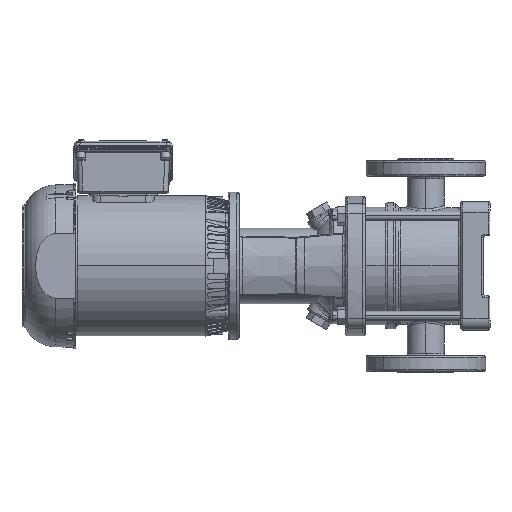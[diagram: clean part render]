
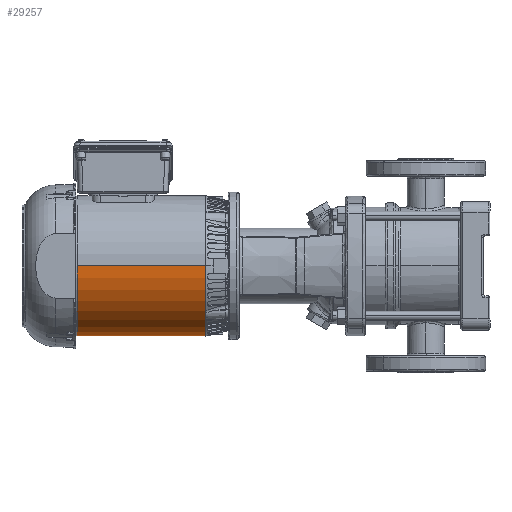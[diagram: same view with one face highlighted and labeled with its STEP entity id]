
A CAD part, left-side view. The second image highlights one B-rep face of the part: STEP entity #29257.
In plain terms, the highlighted cylindrical face has radius 81.875 mm (diameter 163.75 mm), a partial arc.
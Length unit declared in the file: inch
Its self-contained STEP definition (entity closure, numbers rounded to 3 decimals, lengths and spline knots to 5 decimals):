
#3450 = DIRECTION ( 'NONE',  ( 1., 0., 0. ) ) ;
#9567 = AXIS2_PLACEMENT_3D ( 'NONE', #14675, #74881, #101319 ) ;
#9630 = VERTEX_POINT ( 'NONE', #77428 ) ;
#10620 = AXIS2_PLACEMENT_3D ( 'NONE', #10779, #36144, #70986 ) ;
#10777 = CARTESIAN_POINT ( 'NONE',  ( -3.46566, 0.03355, 0. ) ) ;
#10779 = CARTESIAN_POINT ( 'NONE',  ( 23.27349, 0.03355, 0. ) ) ;
#14082 = ORIENTED_EDGE ( 'NONE', *, *, #69584, .F. ) ;
#14675 = CARTESIAN_POINT ( 'NONE',  ( 2.43986, 0.03355, 0. ) ) ;
#23601 = VECTOR ( 'NONE', #39204, 39.37008 ) ;
#29216 = VERTEX_POINT ( 'NONE', #44025 ) ;
#29257 = ADVANCED_FACE ( 'NONE', ( #104753 ), #44567, .T. ) ;
#36144 = DIRECTION ( 'NONE',  ( -1., 0., 0. ) ) ;
#39204 = DIRECTION ( 'NONE',  ( -1., 0., 0. ) ) ;
#40736 = CARTESIAN_POINT ( 'NONE',  ( 2.43986, -3.18987, 0. ) ) ;
#44025 = CARTESIAN_POINT ( 'NONE',  ( 2.43986, 0.03355, -3.22343 ) ) ;
#44567 = CYLINDRICAL_SURFACE ( 'NONE', #10620, 3.22343 ) ;
#44964 = EDGE_CURVE ( 'NONE', #84654, #9630, #92144, .T. ) ;
#46725 = EDGE_CURVE ( 'NONE', #29216, #57779, #77833, .T. ) ;
#47201 = CARTESIAN_POINT ( 'NONE',  ( 23.27349, -3.18987, 0. ) ) ;
#47621 = CARTESIAN_POINT ( 'NONE',  ( 23.27349, 0.03355, -3.22343 ) ) ;
#48586 = ORIENTED_EDGE ( 'NONE', *, *, #83343, .F. ) ;
#55621 = LINE ( 'NONE', #47201, #72937 ) ;
#57779 = VERTEX_POINT ( 'NONE', #40736 ) ;
#61438 = DIRECTION ( 'NONE',  ( 0., -1., 0. ) ) ;
#66162 = LINE ( 'NONE', #47621, #23601 ) ;
#69584 = EDGE_CURVE ( 'NONE', #84654, #57779, #55621, .T. ) ;
#70986 = DIRECTION ( 'NONE',  ( 0., 0., 1. ) ) ;
#72937 = VECTOR ( 'NONE', #92164, 39.37008 ) ;
#74881 = DIRECTION ( 'NONE',  ( -1., 0., 0. ) ) ;
#75508 = CARTESIAN_POINT ( 'NONE',  ( -3.46566, -3.18987, 0. ) ) ;
#77428 = CARTESIAN_POINT ( 'NONE',  ( -3.46566, 0.03355, -3.22343 ) ) ;
#77833 = CIRCLE ( 'NONE', #9567, 3.22343 ) ;
#79890 = ORIENTED_EDGE ( 'NONE', *, *, #44964, .T. ) ;
#83153 = AXIS2_PLACEMENT_3D ( 'NONE', #10777, #3450, #61438 ) ;
#83343 = EDGE_CURVE ( 'NONE', #29216, #9630, #66162, .T. ) ;
#84654 = VERTEX_POINT ( 'NONE', #75508 ) ;
#86716 = ORIENTED_EDGE ( 'NONE', *, *, #46725, .T. ) ;
#92144 = CIRCLE ( 'NONE', #83153, 3.22343 ) ;
#92164 = DIRECTION ( 'NONE',  ( 1., 0., 0. ) ) ;
#99022 = EDGE_LOOP ( 'NONE', ( #48586, #86716, #14082, #79890 ) ) ;
#101319 = DIRECTION ( 'NONE',  ( 0., 1., 0. ) ) ;
#104753 = FACE_OUTER_BOUND ( 'NONE', #99022, .T. ) ;
